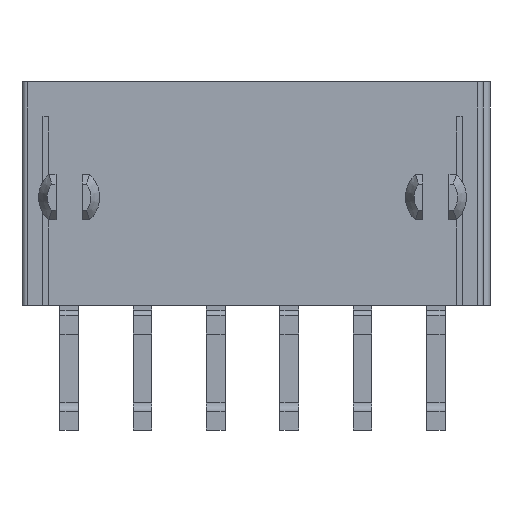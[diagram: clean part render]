
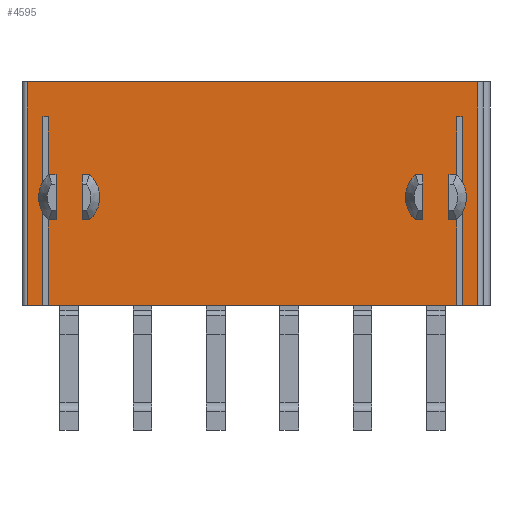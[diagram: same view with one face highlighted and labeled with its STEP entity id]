
A CAD part, front view. The second image highlights one B-rep face of the part: STEP entity #4595.
In plain terms, the highlighted planar face has unit normal (0, -1, 0).
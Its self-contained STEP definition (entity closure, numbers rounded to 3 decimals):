
#22=DIRECTION('',(-1.,0.,0.));
#23=VECTOR('',#22,25.8);
#24=CARTESIAN_POINT('',(12.9,0.4,0.));
#25=LINE('',#24,#23);
#329=DIRECTION('',(0.,0.,1.));
#330=VECTOR('',#329,12.8);
#331=CARTESIAN_POINT('',(-12.9,0.4,-12.8));
#332=LINE('',#331,#330);
#338=DIRECTION('',(0.,0.,-1.));
#339=VECTOR('',#338,2.598);
#340=CARTESIAN_POINT('',(9.75,0.4,-5.301));
#341=LINE('',#340,#339);
#342=DIRECTION('',(0.,0.,1.));
#343=VECTOR('',#342,2.598);
#344=CARTESIAN_POINT('',(-9.75,0.4,-7.899));
#345=LINE('',#344,#343);
#346=DIRECTION('',(-1.,0.,0.));
#347=VECTOR('',#346,0.3);
#348=CARTESIAN_POINT('',(12.,0.4,-2.));
#349=LINE('',#348,#347);
#350=DIRECTION('',(0.,0.,1.));
#351=VECTOR('',#350,3.7);
#352=CARTESIAN_POINT('',(11.7,0.4,-5.7));
#353=LINE('',#352,#351);
#354=DIRECTION('',(0.,0.,1.));
#355=VECTOR('',#354,2.598);
#356=CARTESIAN_POINT('',(11.25,0.4,-7.899));
#357=LINE('',#356,#355);
#358=DIRECTION('',(0.,0.,1.));
#359=VECTOR('',#358,5.3);
#360=CARTESIAN_POINT('',(11.7,0.4,-12.8));
#361=LINE('',#360,#359);
#362=DIRECTION('',(0.,0.,1.));
#363=VECTOR('',#362,5.3);
#364=CARTESIAN_POINT('',(-11.7,0.4,-12.8));
#365=LINE('',#364,#363);
#366=DIRECTION('',(0.,0.,-1.));
#367=VECTOR('',#366,2.598);
#368=CARTESIAN_POINT('',(-11.25,0.4,-5.301));
#369=LINE('',#368,#367);
#370=DIRECTION('',(0.,0.,1.));
#371=VECTOR('',#370,3.7);
#372=CARTESIAN_POINT('',(-11.7,0.4,-5.7));
#373=LINE('',#372,#371);
#374=DIRECTION('',(-1.,0.,0.));
#375=VECTOR('',#374,0.3);
#376=CARTESIAN_POINT('',(-11.7,0.4,-2.));
#377=LINE('',#376,#375);
#378=DIRECTION('',(0.,0.,1.));
#379=VECTOR('',#378,10.8);
#380=CARTESIAN_POINT('',(-12.,0.4,-12.8));
#381=LINE('',#380,#379);
#382=DIRECTION('',(0.,0.,1.));
#383=VECTOR('',#382,10.8);
#384=CARTESIAN_POINT('',(12.,0.4,-12.8));
#385=LINE('',#384,#383);
#391=CARTESIAN_POINT('',(10.5,0.4,-6.6));
#392=DIRECTION('',(0.,1.,0.));
#393=DIRECTION('',(-0.5,0.,-0.866));
#394=AXIS2_PLACEMENT_3D('',#391,#392,#393);
#396=CARTESIAN_POINT('',(10.5,0.4,-6.6));
#397=DIRECTION('',(0.,1.,0.));
#398=DIRECTION('',(0.8,0.,-0.6));
#399=AXIS2_PLACEMENT_3D('',#396,#397,#398);
#406=CARTESIAN_POINT('',(10.5,0.4,-6.6));
#407=DIRECTION('',(0.,1.,0.));
#408=DIRECTION('',(0.5,0.,0.866));
#409=AXIS2_PLACEMENT_3D('',#406,#407,#408);
#711=CARTESIAN_POINT('',(-10.5,0.4,-6.6));
#712=DIRECTION('',(0.,1.,0.));
#713=DIRECTION('',(0.5,0.,0.866));
#714=AXIS2_PLACEMENT_3D('',#711,#712,#713);
#721=CARTESIAN_POINT('',(-10.5,0.4,-6.6));
#722=DIRECTION('',(0.,1.,0.));
#723=DIRECTION('',(-0.8,0.,0.6));
#724=AXIS2_PLACEMENT_3D('',#721,#722,#723);
#731=CARTESIAN_POINT('',(-10.5,0.4,-6.6));
#732=DIRECTION('',(0.,1.,0.));
#733=DIRECTION('',(-0.5,0.,-0.866));
#734=AXIS2_PLACEMENT_3D('',#731,#732,#733);
#764=DIRECTION('',(-1.,0.,0.));
#765=VECTOR('',#764,0.9);
#766=CARTESIAN_POINT('',(-12.,0.4,-12.8));
#767=LINE('',#766,#765);
#772=DIRECTION('',(-1.,0.,0.));
#773=VECTOR('',#772,23.4);
#774=CARTESIAN_POINT('',(11.7,0.4,-12.8));
#775=LINE('',#774,#773);
#780=DIRECTION('',(-1.,0.,0.));
#781=VECTOR('',#780,0.9);
#782=CARTESIAN_POINT('',(12.9,0.4,-12.8));
#783=LINE('',#782,#781);
#1093=DIRECTION('',(0.,0.,1.));
#1094=VECTOR('',#1093,12.8);
#1095=CARTESIAN_POINT('',(12.9,0.4,-12.8));
#1096=LINE('',#1095,#1094);
#3401=CARTESIAN_POINT('',(12.9,0.4,-12.8));
#3402=CARTESIAN_POINT('',(12.9,0.4,0.));
#3403=VERTEX_POINT('',#3401);
#3404=VERTEX_POINT('',#3402);
#3429=CARTESIAN_POINT('',(-12.9,0.4,0.));
#3430=VERTEX_POINT('',#3429);
#3431=CARTESIAN_POINT('',(-12.9,0.4,-12.8));
#3432=VERTEX_POINT('',#3431);
#3433=CARTESIAN_POINT('',(9.75,0.4,-5.301));
#3434=CARTESIAN_POINT('',(9.75,0.4,-7.899));
#3435=VERTEX_POINT('',#3433);
#3436=VERTEX_POINT('',#3434);
#3437=CARTESIAN_POINT('',(11.25,0.4,-7.899));
#3438=CARTESIAN_POINT('',(11.25,0.4,-5.301));
#3439=VERTEX_POINT('',#3437);
#3440=VERTEX_POINT('',#3438);
#3485=CARTESIAN_POINT('',(-11.25,0.4,-5.301));
#3486=CARTESIAN_POINT('',(-11.25,0.4,-7.899));
#3487=VERTEX_POINT('',#3485);
#3488=VERTEX_POINT('',#3486);
#3489=CARTESIAN_POINT('',(-9.75,0.4,-7.899));
#3490=CARTESIAN_POINT('',(-9.75,0.4,-5.301));
#3491=VERTEX_POINT('',#3489);
#3492=VERTEX_POINT('',#3490);
#3553=CARTESIAN_POINT('',(12.,0.4,-2.));
#3554=CARTESIAN_POINT('',(11.7,0.4,-2.));
#3555=VERTEX_POINT('',#3553);
#3556=VERTEX_POINT('',#3554);
#3557=CARTESIAN_POINT('',(11.7,0.4,-12.8));
#3558=CARTESIAN_POINT('',(11.7,0.4,-7.5));
#3559=VERTEX_POINT('',#3557);
#3560=VERTEX_POINT('',#3558);
#3561=CARTESIAN_POINT('',(12.,0.4,-12.8));
#3562=VERTEX_POINT('',#3561);
#3563=CARTESIAN_POINT('',(-12.,0.4,-12.8));
#3564=CARTESIAN_POINT('',(-12.,0.4,-2.));
#3565=VERTEX_POINT('',#3563);
#3566=VERTEX_POINT('',#3564);
#3567=CARTESIAN_POINT('',(-11.7,0.4,-12.8));
#3568=CARTESIAN_POINT('',(-11.7,0.4,-7.5));
#3569=VERTEX_POINT('',#3567);
#3570=VERTEX_POINT('',#3568);
#3571=CARTESIAN_POINT('',(-11.7,0.4,-2.));
#3572=VERTEX_POINT('',#3571);
#3573=CARTESIAN_POINT('',(11.7,0.4,-5.7));
#3574=VERTEX_POINT('',#3573);
#3575=CARTESIAN_POINT('',(-11.7,0.4,-5.7));
#3576=VERTEX_POINT('',#3575);
#4538=CARTESIAN_POINT('',(13.2,0.4,0.));
#4539=DIRECTION('',(0.,-1.,0.));
#4540=DIRECTION('',(-1.,0.,0.));
#4541=AXIS2_PLACEMENT_3D('',#4538,#4539,#4540);
#4542=PLANE('',#4541);
#4544=ORIENTED_EDGE('',*,*,#4543,.T.);
#4546=ORIENTED_EDGE('',*,*,#4545,.F.);
#4548=ORIENTED_EDGE('',*,*,#4547,.F.);
#4550=ORIENTED_EDGE('',*,*,#4549,.F.);
#4552=ORIENTED_EDGE('',*,*,#4551,.F.);
#4554=ORIENTED_EDGE('',*,*,#4553,.F.);
#4556=ORIENTED_EDGE('',*,*,#4555,.T.);
#4558=ORIENTED_EDGE('',*,*,#4557,.T.);
#4560=ORIENTED_EDGE('',*,*,#4559,.F.);
#4562=ORIENTED_EDGE('',*,*,#4561,.F.);
#4564=ORIENTED_EDGE('',*,*,#4563,.F.);
#4566=ORIENTED_EDGE('',*,*,#4565,.T.);
#4568=ORIENTED_EDGE('',*,*,#4567,.T.);
#4570=ORIENTED_EDGE('',*,*,#4569,.F.);
#4572=ORIENTED_EDGE('',*,*,#4571,.T.);
#4573=ORIENTED_EDGE('',*,*,#4531,.T.);
#4574=ORIENTED_EDGE('',*,*,#4288,.F.);
#4576=ORIENTED_EDGE('',*,*,#4575,.F.);
#4578=ORIENTED_EDGE('',*,*,#4577,.T.);
#4580=ORIENTED_EDGE('',*,*,#4579,.T.);
#4581=EDGE_LOOP('',(#4544,#4546,#4548,#4550,#4552,#4554,#4556,#4558,#4560,#4562,
#4564,#4566,#4568,#4570,#4572,#4573,#4574,#4576,#4578,#4580));
#4582=FACE_OUTER_BOUND('',#4581,.F.);
#4584=ORIENTED_EDGE('',*,*,#4583,.F.);
#4586=ORIENTED_EDGE('',*,*,#4585,.F.);
#4587=EDGE_LOOP('',(#4584,#4586));
#4588=FACE_BOUND('',#4587,.F.);
#4590=ORIENTED_EDGE('',*,*,#4589,.F.);
#4592=ORIENTED_EDGE('',*,*,#4591,.F.);
#4593=EDGE_LOOP('',(#4590,#4592));
#4594=FACE_BOUND('',#4593,.F.);
#4595=ADVANCED_FACE('',(#4582,#4588,#4594),#4542,.T.);
#395=CIRCLE('',#394,1.5);
#400=CIRCLE('',#399,1.5);
#410=CIRCLE('',#409,1.5);
#715=CIRCLE('',#714,1.5);
#725=CIRCLE('',#724,1.5);
#735=CIRCLE('',#734,1.5);
#4288=EDGE_CURVE('',#3404,#3430,#25,.T.);
#4531=EDGE_CURVE('',#3432,#3430,#332,.T.);
#4543=EDGE_CURVE('',#3555,#3556,#349,.T.);
#4545=EDGE_CURVE('',#3574,#3556,#353,.T.);
#4547=EDGE_CURVE('',#3440,#3574,#410,.T.);
#4549=EDGE_CURVE('',#3439,#3440,#357,.T.);
#4551=EDGE_CURVE('',#3560,#3439,#400,.T.);
#4553=EDGE_CURVE('',#3559,#3560,#361,.T.);
#4555=EDGE_CURVE('',#3559,#3569,#775,.T.);
#4557=EDGE_CURVE('',#3569,#3570,#365,.T.);
#4559=EDGE_CURVE('',#3488,#3570,#735,.T.);
#4561=EDGE_CURVE('',#3487,#3488,#369,.T.);
#4563=EDGE_CURVE('',#3576,#3487,#725,.T.);
#4565=EDGE_CURVE('',#3576,#3572,#373,.T.);
#4567=EDGE_CURVE('',#3572,#3566,#377,.T.);
#4569=EDGE_CURVE('',#3565,#3566,#381,.T.);
#4571=EDGE_CURVE('',#3565,#3432,#767,.T.);
#4575=EDGE_CURVE('',#3403,#3404,#1096,.T.);
#4577=EDGE_CURVE('',#3403,#3562,#783,.T.);
#4579=EDGE_CURVE('',#3562,#3555,#385,.T.);
#4583=EDGE_CURVE('',#3492,#3491,#715,.T.);
#4585=EDGE_CURVE('',#3491,#3492,#345,.T.);
#4589=EDGE_CURVE('',#3436,#3435,#395,.T.);
#4591=EDGE_CURVE('',#3435,#3436,#341,.T.);
